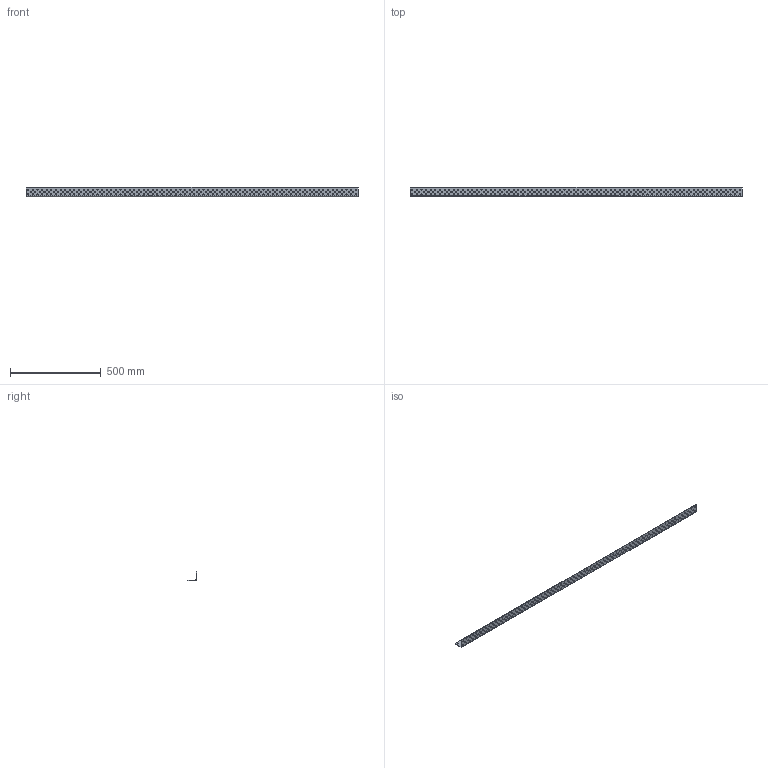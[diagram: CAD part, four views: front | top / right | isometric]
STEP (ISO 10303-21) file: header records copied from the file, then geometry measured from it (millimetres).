
FILE_DESCRIPTION (( 'STEP AP203' ), '1' );
FILE_NAME ('217-0426.STEP', '2012-12-20T14:45:19', ( '' ), ( '' ), 'SwSTEP 2.0', 'SolidWorks 2012', '' );
FILE_SCHEMA (( 'CONFIG_CONTROL_DESIGN' ));
Length unit declared in the file: inch
Products named in the file (1): 217-0426
Bounding box: 1828.8 x 50.8 x 50.8 mm (x, y, z)
Volume: 519623 mm3; surface area: 366980.6 mm2
Topology: 1 solids, 1 shells, 878 faces, 2620 edges, 1744 vertices
Faces by surface type: cylinder 862, plane 16
Entity records: 32383 total; most frequent: DIRECTION 6102, CARTESIAN_POINT 5243, ORIENTED_EDGE 5240, EDGE_CURVE 2620, AXIS2_PLACEMENT_3D 2603, VERTEX_POINT 1744, EDGE_LOOP 1738, CIRCLE 1724
